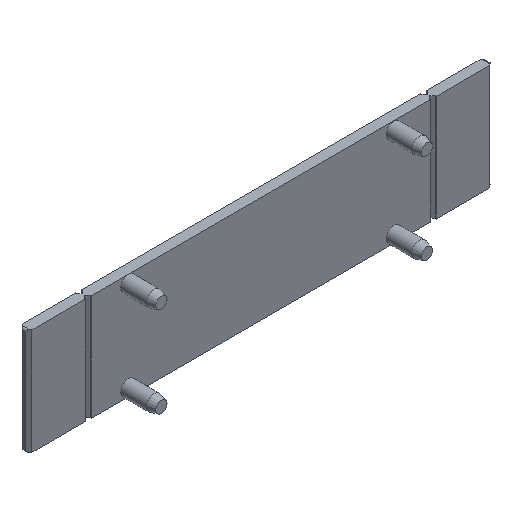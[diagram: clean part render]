
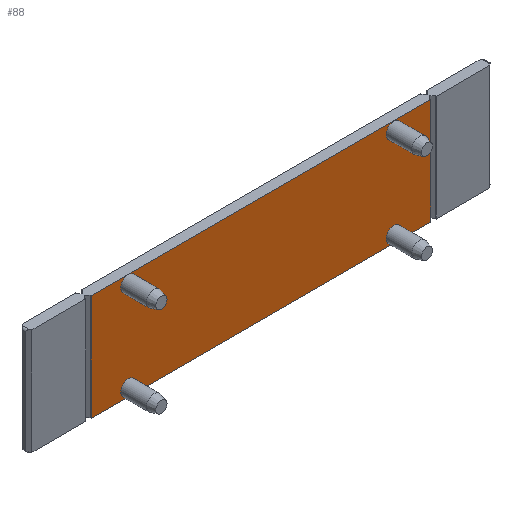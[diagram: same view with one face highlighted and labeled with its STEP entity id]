
A CAD part, isometric view. The second image highlights one B-rep face of the part: STEP entity #88.
In plain terms, the highlighted planar face has unit normal (0, -1, 0).
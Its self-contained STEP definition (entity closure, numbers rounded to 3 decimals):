
#54=FACE_BOUND('',#205,.T.);
#55=FACE_BOUND('',#206,.T.);
#56=FACE_BOUND('',#207,.T.);
#57=FACE_BOUND('',#208,.T.);
#58=FACE_BOUND('',#209,.T.);
#75=CIRCLE('',#840,1.15);
#76=CIRCLE('',#841,1.15);
#77=CIRCLE('',#842,1.15);
#78=CIRCLE('',#843,1.15);
#88=ADVANCED_FACE('',(#54,#55,#56,#57,#58),#134,.T.);
#134=PLANE('',#844);
#205=EDGE_LOOP('',(#266));
#206=EDGE_LOOP('',(#267));
#207=EDGE_LOOP('',(#268));
#208=EDGE_LOOP('',(#269));
#209=EDGE_LOOP('',(#270,#271,#272,#273));
#266=ORIENTED_EDGE('',*,*,#558,.F.);
#267=ORIENTED_EDGE('',*,*,#559,.F.);
#268=ORIENTED_EDGE('',*,*,#560,.F.);
#269=ORIENTED_EDGE('',*,*,#561,.F.);
#270=ORIENTED_EDGE('',*,*,#562,.T.);
#271=ORIENTED_EDGE('',*,*,#563,.T.);
#272=ORIENTED_EDGE('',*,*,#564,.F.);
#273=ORIENTED_EDGE('',*,*,#565,.T.);
#482=VERTEX_POINT('',#1138);
#483=VERTEX_POINT('',#1140);
#484=VERTEX_POINT('',#1142);
#485=VERTEX_POINT('',#1144);
#486=VERTEX_POINT('',#1146);
#487=VERTEX_POINT('',#1147);
#488=VERTEX_POINT('',#1149);
#489=VERTEX_POINT('',#1151);
#558=EDGE_CURVE('',#482,#482,#75,.T.);
#559=EDGE_CURVE('',#483,#483,#76,.T.);
#560=EDGE_CURVE('',#484,#484,#77,.T.);
#561=EDGE_CURVE('',#485,#485,#78,.T.);
#562=EDGE_CURVE('',#486,#487,#666,.T.);
#563=EDGE_CURVE('',#487,#488,#667,.T.);
#564=EDGE_CURVE('',#489,#488,#668,.T.);
#565=EDGE_CURVE('',#489,#486,#669,.T.);
#666=LINE('',#1145,#754);
#667=LINE('',#1148,#755);
#668=LINE('',#1150,#756);
#669=LINE('',#1152,#757);
#754=VECTOR('',#921,1.);
#755=VECTOR('',#922,1.);
#756=VECTOR('',#923,1.);
#757=VECTOR('',#924,1.);
#840=AXIS2_PLACEMENT_3D('',#1137,#913,#914);
#841=AXIS2_PLACEMENT_3D('',#1139,#915,#916);
#842=AXIS2_PLACEMENT_3D('',#1141,#917,#918);
#843=AXIS2_PLACEMENT_3D('',#1143,#919,#920);
#844=AXIS2_PLACEMENT_3D('',#1153,#925,#926);
#913=DIRECTION('',(0.,-1.,0.));
#914=DIRECTION('',(0.,0.,-1.));
#915=DIRECTION('',(0.,-1.,0.));
#916=DIRECTION('',(0.,0.,-1.));
#917=DIRECTION('',(0.,-1.,0.));
#918=DIRECTION('',(0.,0.,-1.));
#919=DIRECTION('',(0.,-1.,0.));
#920=DIRECTION('',(0.,0.,-1.));
#921=DIRECTION('',(0.,0.,1.));
#922=DIRECTION('',(-1.,0.,0.));
#923=DIRECTION('',(0.,0.,1.));
#924=DIRECTION('',(1.,0.,0.));
#925=DIRECTION('',(0.,-1.,0.));
#926=DIRECTION('',(0.,0.,-1.));
#1137=CARTESIAN_POINT('',(-20.,69.,40.8));
#1138=CARTESIAN_POINT('',(-20.,69.,39.65));
#1139=CARTESIAN_POINT('',(-20.,69.,27.2));
#1140=CARTESIAN_POINT('',(-20.,69.,26.05));
#1141=CARTESIAN_POINT('',(20.,69.,40.8));
#1142=CARTESIAN_POINT('',(20.,69.,39.65));
#1143=CARTESIAN_POINT('',(20.,69.,27.2));
#1144=CARTESIAN_POINT('',(20.,69.,26.05));
#1145=CARTESIAN_POINT('',(25.6,69.,26.));
#1146=CARTESIAN_POINT('',(25.6,69.,26.));
#1147=CARTESIAN_POINT('',(25.6,69.,42.));
#1148=CARTESIAN_POINT('',(0.,69.,42.));
#1149=CARTESIAN_POINT('',(-25.6,69.,42.));
#1150=CARTESIAN_POINT('',(-25.6,69.,26.));
#1151=CARTESIAN_POINT('',(-25.6,69.,26.));
#1152=CARTESIAN_POINT('',(0.,69.,26.));
#1153=CARTESIAN_POINT('',(0.,69.,26.));
